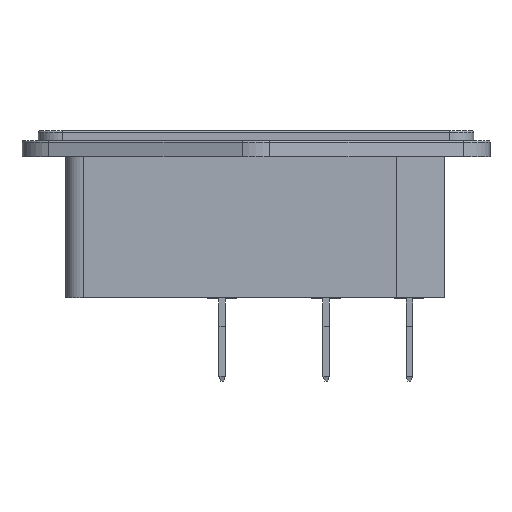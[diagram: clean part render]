
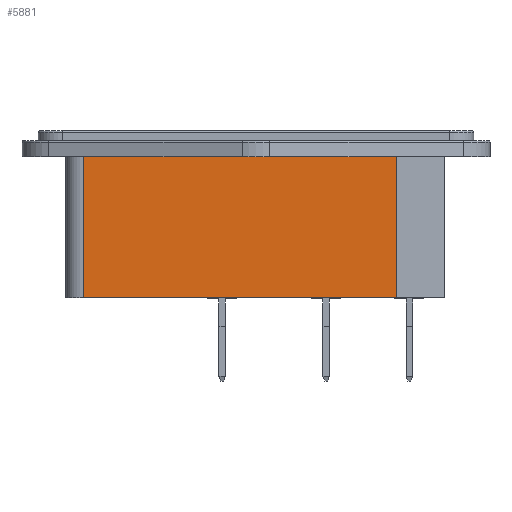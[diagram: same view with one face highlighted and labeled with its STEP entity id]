
A CAD part, front view. The second image highlights one B-rep face of the part: STEP entity #5881.
In plain terms, the highlighted planar face has unit normal (0, -1, 0).
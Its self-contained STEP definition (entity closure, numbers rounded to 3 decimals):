
#425 = FACE_OUTER_BOUND ( 'NONE', #2234, .T. ) ;
#1090 = DIRECTION ( 'NONE',  ( 0., 0., 1. ) ) ;
#1091 = CARTESIAN_POINT ( 'NONE',  ( 46.4, 0.5, -17.5 ) ) ;
#1455 = CARTESIAN_POINT ( 'NONE',  ( 46.4, 0.5, 0. ) ) ;
#1683 = DIRECTION ( 'NONE',  ( 0., 0., 1. ) ) ;
#1684 = CARTESIAN_POINT ( 'NONE',  ( 7.6, 0.5, -17.5 ) ) ;
#1812 = CARTESIAN_POINT ( 'NONE',  ( 46.4, 0.5, -17.5 ) ) ;
#1814 = CARTESIAN_POINT ( 'NONE',  ( 7.6, 0.5, -17.5 ) ) ;
#1887 = CARTESIAN_POINT ( 'NONE',  ( 7.6, 0.5, 0. ) ) ;
#2234 = EDGE_LOOP ( 'NONE', ( #3503, #3504, #3505, #3506 ) ) ;
#3503 = ORIENTED_EDGE ( 'NONE', *, *, #5194, .T. ) ;
#3504 = ORIENTED_EDGE ( 'NONE', *, *, #4326, .F. ) ;
#3505 = ORIENTED_EDGE ( 'NONE', *, *, #5297, .F. ) ;
#3506 = ORIENTED_EDGE ( 'NONE', *, *, #5162, .T. ) ;
#4054 = LINE ( 'NONE', #1091, #4057 ) ;
#4057 = VECTOR ( 'NONE', #1090, 1000. ) ;
#4113 = LINE ( 'NONE', #4559, #4116 ) ;
#4116 = VECTOR ( 'NONE', #4560, 1000. ) ;
#4140 = VERTEX_POINT ( 'NONE', #1455 ) ;
#4162 = VERTEX_POINT ( 'NONE', #1887 ) ;
#4263 = VERTEX_POINT ( 'NONE', #1814 ) ;
#4265 = VERTEX_POINT ( 'NONE', #1812 ) ;
#4326 = EDGE_CURVE ( 'NONE', #4263, #4162, #5486, .T. ) ;
#4559 = CARTESIAN_POINT ( 'NONE',  ( 46.4, 0.5, 0. ) ) ;
#4560 = DIRECTION ( 'NONE',  ( -1., 0., 0. ) ) ;
#4871 = CARTESIAN_POINT ( 'NONE',  ( 46.4, 0.5, -17.5 ) ) ;
#4878 = PLANE ( 'NONE',  #6409 ) ;
#4880 = DIRECTION ( 'NONE',  ( 0., 1., 0. ) ) ;
#4881 = DIRECTION ( 'NONE',  ( 0., 0., 1. ) ) ;
#5046 = CARTESIAN_POINT ( 'NONE',  ( 46.4, 0.5, -17.5 ) ) ;
#5047 = DIRECTION ( 'NONE',  ( -1., 0., 0. ) ) ;
#5162 = EDGE_CURVE ( 'NONE', #4265, #4140, #4054, .T. ) ;
#5194 = EDGE_CURVE ( 'NONE', #4140, #4162, #4113, .T. ) ;
#5297 = EDGE_CURVE ( 'NONE', #4265, #4263, #6172, .T. ) ;
#5486 = LINE ( 'NONE', #1684, #5489 ) ;
#5489 = VECTOR ( 'NONE', #1683, 1000. ) ;
#5881 = ADVANCED_FACE ( 'NONE', ( #425 ), #4878, .F. ) ;
#6172 = LINE ( 'NONE', #5046, #6175 ) ;
#6175 = VECTOR ( 'NONE', #5047, 1000. ) ;
#6409 = AXIS2_PLACEMENT_3D ( 'NONE', #4871, #4880, #4881 ) ;
